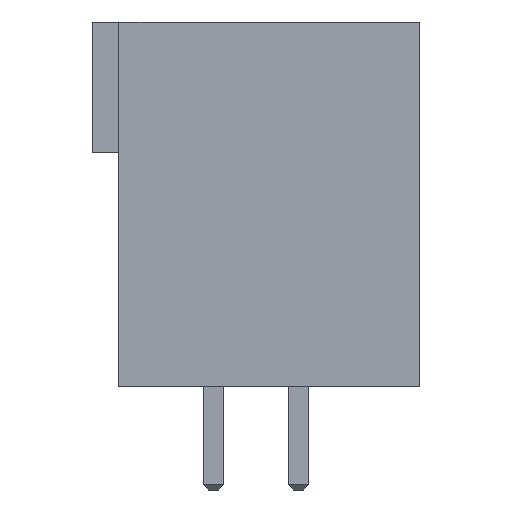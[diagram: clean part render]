
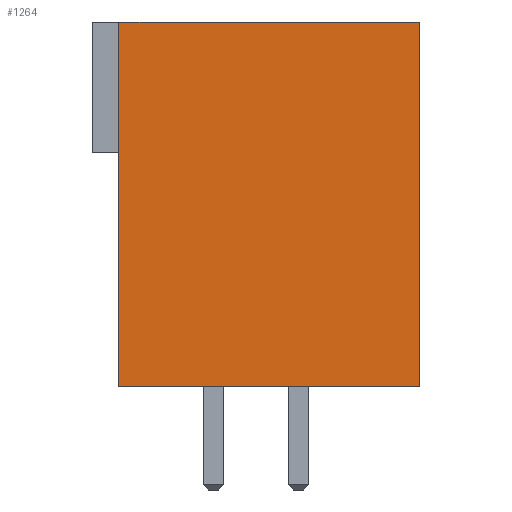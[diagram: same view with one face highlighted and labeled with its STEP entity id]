
A CAD part, left-side view. The second image highlights one B-rep face of the part: STEP entity #1264.
In plain terms, the highlighted planar face has unit normal (-1, 0, 0).
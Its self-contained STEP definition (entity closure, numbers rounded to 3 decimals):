
#1264=ADVANCED_FACE('',(#3671),#3673,.T.);
#3671=FACE_BOUND('',#3672,.T.);
#3672=EDGE_LOOP('',(#5420,#5421,#5422,#5423));
#3673=PLANE('',#3674);
#3674=AXIS2_PLACEMENT_3D('',#3675,#3676,#3677);
#3675=CARTESIAN_POINT('',(0.,9.8,0.));
#3676=DIRECTION('',(-1.,0.,0.));
#3677=DIRECTION('',(0.,-1.,0.));
#5420=ORIENTED_EDGE('',*,*,#6448,.T.);
#5421=ORIENTED_EDGE('',*,*,#6333,.T.);
#5422=ORIENTED_EDGE('',*,*,#6468,.T.);
#5423=ORIENTED_EDGE('',*,*,#6469,.F.);
#6333=EDGE_CURVE('',#7107,#7128,#7130,.T.);
#6448=EDGE_CURVE('',#7296,#7107,#7307,.F.);
#6468=EDGE_CURVE('',#7128,#7335,#7337,.T.);
#6469=EDGE_CURVE('',#7296,#7335,#7338,.T.);
#7107=VERTEX_POINT('',#8553);
#7128=VERTEX_POINT('',#8594);
#7130=LINE('',#8598,#8599);
#7296=VERTEX_POINT('',#8982);
#7307=LINE('',#9005,#9006);
#7335=VERTEX_POINT('',#9071);
#7337=LINE('',#9075,#9076);
#7338=LINE('',#9078,#9079);
#8553=CARTESIAN_POINT('',(0.,9.,0.));
#8594=CARTESIAN_POINT('',(0.,0.,0.));
#8598=CARTESIAN_POINT('',(0.,9.,0.));
#8599=VECTOR('',#8600,1.);
#8600=DIRECTION('',(0.,-1.,0.));
#8982=CARTESIAN_POINT('',(0.,9.,10.9));
#9005=CARTESIAN_POINT('',(0.,9.,0.));
#9006=VECTOR('',#9007,1.);
#9007=DIRECTION('',(0.,0.,1.));
#9071=CARTESIAN_POINT('',(0.,0.,10.9));
#9075=CARTESIAN_POINT('',(0.,0.,0.));
#9076=VECTOR('',#9077,1.);
#9077=DIRECTION('',(0.,0.,1.));
#9078=CARTESIAN_POINT('',(0.,9.,10.9));
#9079=VECTOR('',#9080,1.);
#9080=DIRECTION('',(0.,-1.,0.));
